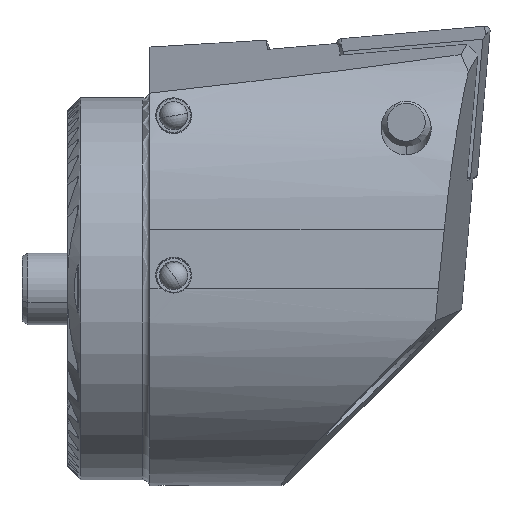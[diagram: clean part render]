
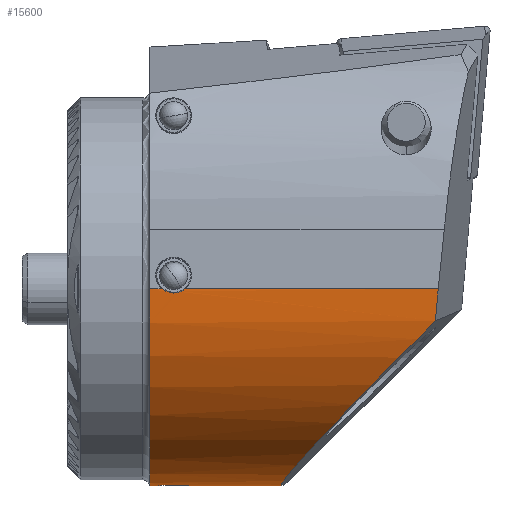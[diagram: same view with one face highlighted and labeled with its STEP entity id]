
A CAD part, front view. The second image highlights one B-rep face of the part: STEP entity #15600.
In plain terms, the highlighted cylindrical face has radius 16.5 mm (diameter 33 mm), a partial arc.
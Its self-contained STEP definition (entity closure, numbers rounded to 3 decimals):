
#128 = ORIENTED_EDGE ( 'NONE', *, *, #717, .T. ) ;
#228 = VECTOR ( 'NONE', #459, 1000. ) ;
#235 = ORIENTED_EDGE ( 'NONE', *, *, #9321, .T. ) ;
#238 = VECTOR ( 'NONE', #585, 1000. ) ;
#335 = FACE_OUTER_BOUND ( 'NONE', #7266, .T. ) ;
#433 = DIRECTION ( 'NONE',  ( 1., 0., 0. ) ) ;
#459 = DIRECTION ( 'NONE',  ( 1., 0., 0. ) ) ;
#467 = AXIS2_PLACEMENT_3D ( 'NONE', #11895, #3914, #6597 ) ;
#507 = VECTOR ( 'NONE', #9262, 1000. ) ;
#585 = DIRECTION ( 'NONE',  ( 1., 0., 0. ) ) ;
#641 = CARTESIAN_POINT ( 'NONE',  ( 30.666, -16.5, 0. ) ) ;
#690 = CARTESIAN_POINT ( 'NONE',  ( 22.065, -14.907, -11.026 ) ) ;
#717 = EDGE_CURVE ( 'NONE', #3531, #3579, #14981, .T. ) ;
#1205 =( BOUNDED_CURVE ( )  B_SPLINE_CURVE ( 3, ( #17187, #9108, #6538, #5013 ),
 .UNSPECIFIED., .F., .F. ) 
 B_SPLINE_CURVE_WITH_KNOTS ( ( 4, 4 ),
 ( 3.7, 3.864 ),
 .UNSPECIFIED. ) 
 CURVE ( )  GEOMETRIC_REPRESENTATION_ITEM ( )  RATIONAL_B_SPLINE_CURVE ( ( 1., 0.998, 0.998, 1. ) ) 
 REPRESENTATION_ITEM ( '' )  );
#1263 = VERTEX_POINT ( 'NONE', #641 ) ;
#1372 = EDGE_CURVE ( 'NONE', #13371, #1263, #1205, .T. ) ;
#1578 = CIRCLE ( 'NONE', #467, 16.5 ) ;
#1919 = VERTEX_POINT ( 'NONE', #11674 ) ;
#2050 = CARTESIAN_POINT ( 'NONE',  ( 8.4, -1.5, -16.432 ) ) ;
#2348 = CARTESIAN_POINT ( 'NONE',  ( 9.491, -1.131, -16.461 ) ) ;
#2561 = B_SPLINE_CURVE_WITH_KNOTS ( 'NONE', 3,
 ( #10436, #13104, #14524, #6435, #6506, #6609 ),
 .UNSPECIFIED., .F., .F.,
 ( 4, 2, 4 ),
 ( 0., 0.001, 0.001 ),
 .UNSPECIFIED. ) ;
#2852 = CARTESIAN_POINT ( 'NONE',  ( 9.176, -16.499, -0.2 ) ) ;
#2919 = CARTESIAN_POINT ( 'NONE',  ( 8.5, -16.496, -0.35 ) ) ;
#3144 = EDGE_CURVE ( 'NONE', #12230, #1263, #8374, .T. ) ;
#3210 = CARTESIAN_POINT ( 'NONE',  ( -1.123, 0., -16.5 ) ) ;
#3256 = CARTESIAN_POINT ( 'NONE',  ( 7.039, -0.393, -16.496 ) ) ;
#3433 = CARTESIAN_POINT ( 'NONE',  ( 7.189, -0.754, -16.484 ) ) ;
#3434 = CARTESIAN_POINT ( 'NONE',  ( 17.538, 0., -16.5 ) ) ;
#3531 = VERTEX_POINT ( 'NONE', #16376 ) ;
#3579 = VERTEX_POINT ( 'NONE', #7486 ) ;
#3603 = CARTESIAN_POINT ( 'NONE',  ( 10., 0., -16.5 ) ) ;
#3761 = LINE ( 'NONE', #3839, #228 ) ;
#3839 = CARTESIAN_POINT ( 'NONE',  ( -1.123, 0., -16.5 ) ) ;
#3914 = DIRECTION ( 'NONE',  ( 1., 0., 0. ) ) ;
#3964 = ORIENTED_EDGE ( 'NONE', *, *, #16320, .T. ) ;
#4303 = CARTESIAN_POINT ( 'NONE',  ( 8.675, -16.496, -0.35 ) ) ;
#4519 = VERTEX_POINT ( 'NONE', #3603 ) ;
#4558 = CARTESIAN_POINT ( 'NONE',  ( 9.25, -1.302, -16.449 ) ) ;
#4671 = EDGE_CURVE ( 'NONE', #4519, #13320, #3761, .T. ) ;
#4707 = CARTESIAN_POINT ( 'NONE',  ( 7., -0.196, -16.5 ) ) ;
#4936 = ORIENTED_EDGE ( 'NONE', *, *, #16226, .F. ) ;
#5013 = CARTESIAN_POINT ( 'NONE',  ( 30.666, -16.5, 0. ) ) ;
#5193 = CARTESIAN_POINT ( 'NONE',  ( -1.123, -16.5, 0. ) ) ;
#5476 = CARTESIAN_POINT ( 'NONE',  ( 9.462, -16.5, 0. ) ) ;
#5650 = CARTESIAN_POINT ( 'NONE',  ( 9.327, -16.5, -0.113 ) ) ;
#5730 = ORIENTED_EDGE ( 'NONE', *, *, #1372, .T. ) ;
#5891 = CARTESIAN_POINT ( 'NONE',  ( -1.123, -16.5, 0. ) ) ;
#5933 = CARTESIAN_POINT ( 'NONE',  ( 8.111, -1.452, -16.436 ) ) ;
#6121 = CARTESIAN_POINT ( 'NONE',  ( 16.961, -8.459, -16.5 ) ) ;
#6232 = CARTESIAN_POINT ( 'NONE',  ( 9.96, -0.395, -16.496 ) ) ;
#6435 = CARTESIAN_POINT ( 'NONE',  ( 8.153, -16.497, -0.32 ) ) ;
#6506 = CARTESIAN_POINT ( 'NONE',  ( 8.325, -16.496, -0.35 ) ) ;
#6538 = CARTESIAN_POINT ( 'NONE',  ( 30.576, -16.5, -0.898 ) ) ;
#6597 = DIRECTION ( 'NONE',  ( 0., 0., 1. ) ) ;
#6609 = CARTESIAN_POINT ( 'NONE',  ( 8.5, -16.496, -0.35 ) ) ;
#7266 = EDGE_LOOP ( 'NONE', ( #3964, #128, #13135, #7523, #235, #5730, #16670, #14617, #13807, #4936 ) ) ;
#7292 = CARTESIAN_POINT ( 'NONE',  ( 8.302, -1.49, -16.433 ) ) ;
#7350 = CARTESIAN_POINT ( 'NONE',  ( 30.423, -16.281, -2.68 ) ) ;
#7351 = CARTESIAN_POINT ( 'NONE',  ( 7.834, -1.348, -16.445 ) ) ;
#7486 = CARTESIAN_POINT ( 'NONE',  ( 7., 0., -16.5 ) ) ;
#7523 = ORIENTED_EDGE ( 'NONE', *, *, #4671, .T. ) ;
#7721 = VERTEX_POINT ( 'NONE', #9132 ) ;
#7848 = VECTOR ( 'NONE', #433, 1000. ) ;
#8092 = DIRECTION ( 'NONE',  ( 0., 0., -1. ) ) ;
#8201 = CARTESIAN_POINT ( 'NONE',  ( 30.423, -16.281, -2.68 ) ) ;
#8374 = LINE ( 'NONE', #5891, #238 ) ;
#8465 = EDGE_CURVE ( 'NONE', #9243, #12230, #13191, .T. ) ;
#8635 = CARTESIAN_POINT ( 'NONE',  ( 8.892, -1.461, -16.435 ) ) ;
#9108 = CARTESIAN_POINT ( 'NONE',  ( 30.495, -16.427, -1.794 ) ) ;
#9132 = CARTESIAN_POINT ( 'NONE',  ( 6.492, -16.5, 0. ) ) ;
#9243 = VERTEX_POINT ( 'NONE', #11243 ) ;
#9262 = DIRECTION ( 'NONE',  ( 1., 0., 0. ) ) ;
#9321 = EDGE_CURVE ( 'NONE', #13320, #13371, #9967, .T. ) ;
#9880 = CARTESIAN_POINT ( 'NONE',  ( 9.164, -1.348, -16.445 ) ) ;
#9967 =( BOUNDED_CURVE ( )  B_SPLINE_CURVE ( 3, ( #14228, #6121, #690, #7350 ),
 .UNSPECIFIED., .F., .F. ) 
 B_SPLINE_CURVE_WITH_KNOTS ( ( 4, 4 ),
 ( 3.074, 4.482 ),
 .UNSPECIFIED. ) 
 CURVE ( )  GEOMETRIC_REPRESENTATION_ITEM ( )  RATIONAL_B_SPLINE_CURVE ( ( 1., 0.842, 0.842, 1. ) ) 
 REPRESENTATION_ITEM ( '' )  );
#10040 = B_SPLINE_CURVE_WITH_KNOTS ( 'NONE', 3,
 ( #15355, #4707, #3256, #3433, #13979, #11406, #16720, #12628, #7351, #15493, #5933, #7292, #2050, #16815, #8635, #9880, #4558, #15542, #2348, #15727, #12990, #6232, #17130, #11539 ),
 .UNSPECIFIED., .F., .F.,
 ( 4, 2, 2, 2, 2, 2, 2, 2, 2, 2, 2, 4 ),
 ( 0.005, 0.005, 0.006, 0.006, 0.006, 0.007, 0.007, 0.008, 0.008, 0.008, 0.009, 0.009 ),
 .UNSPECIFIED. ) ;
#10436 = CARTESIAN_POINT ( 'NONE',  ( 7.538, -16.5, 0. ) ) ;
#10444 = EDGE_CURVE ( 'NONE', #1919, #9243, #2561, .T. ) ;
#11243 = CARTESIAN_POINT ( 'NONE',  ( 8.5, -16.496, -0.35 ) ) ;
#11406 = CARTESIAN_POINT ( 'NONE',  ( 7.508, -1.129, -16.461 ) ) ;
#11539 = CARTESIAN_POINT ( 'NONE',  ( 10., 0., -16.5 ) ) ;
#11674 = CARTESIAN_POINT ( 'NONE',  ( 7.538, -16.5, 0. ) ) ;
#11895 = CARTESIAN_POINT ( 'NONE',  ( 6.492, 0., 0. ) ) ;
#12230 = VERTEX_POINT ( 'NONE', #15717 ) ;
#12451 = LINE ( 'NONE', #5193, #507 ) ;
#12628 = CARTESIAN_POINT ( 'NONE',  ( 7.748, -1.301, -16.449 ) ) ;
#12990 = CARTESIAN_POINT ( 'NONE',  ( 9.81, -0.756, -16.484 ) ) ;
#13104 = CARTESIAN_POINT ( 'NONE',  ( 7.673, -16.5, -0.113 ) ) ;
#13135 = ORIENTED_EDGE ( 'NONE', *, *, #14871, .T. ) ;
#13191 = B_SPLINE_CURVE_WITH_KNOTS ( 'NONE', 3,
 ( #2919, #4303, #14907, #2852, #5650, #5476 ),
 .UNSPECIFIED., .F., .F.,
 ( 4, 2, 4 ),
 ( 0.001, 0.002, 0.002 ),
 .UNSPECIFIED. ) ;
#13309 = CYLINDRICAL_SURFACE ( 'NONE', #16564, 16.5 ) ;
#13320 = VERTEX_POINT ( 'NONE', #3434 ) ;
#13371 = VERTEX_POINT ( 'NONE', #8201 ) ;
#13807 = ORIENTED_EDGE ( 'NONE', *, *, #10444, .F. ) ;
#13979 = CARTESIAN_POINT ( 'NONE',  ( 7.3, -0.922, -16.475 ) ) ;
#14228 = CARTESIAN_POINT ( 'NONE',  ( 17.538, 0., -16.5 ) ) ;
#14524 = CARTESIAN_POINT ( 'NONE',  ( 7.823, -16.499, -0.2 ) ) ;
#14617 = ORIENTED_EDGE ( 'NONE', *, *, #8465, .F. ) ;
#14871 = EDGE_CURVE ( 'NONE', #3579, #4519, #10040, .T. ) ;
#14907 = CARTESIAN_POINT ( 'NONE',  ( 8.847, -16.497, -0.32 ) ) ;
#14981 = LINE ( 'NONE', #3210, #7848 ) ;
#15059 = CARTESIAN_POINT ( 'NONE',  ( -1.123, 0., 0. ) ) ;
#15355 = CARTESIAN_POINT ( 'NONE',  ( 7., 0., -16.5 ) ) ;
#15493 = CARTESIAN_POINT ( 'NONE',  ( 8.015, -1.423, -16.439 ) ) ;
#15542 = CARTESIAN_POINT ( 'NONE',  ( 9.414, -1.194, -16.457 ) ) ;
#15600 = ADVANCED_FACE ( 'NONE', ( #335 ), #13309, .T. ) ;
#15717 = CARTESIAN_POINT ( 'NONE',  ( 9.462, -16.5, 0. ) ) ;
#15727 = CARTESIAN_POINT ( 'NONE',  ( 9.698, -0.923, -16.475 ) ) ;
#16129 = DIRECTION ( 'NONE',  ( 1., 0., 0. ) ) ;
#16226 = EDGE_CURVE ( 'NONE', #7721, #1919, #12451, .T. ) ;
#16320 = EDGE_CURVE ( 'NONE', #7721, #3531, #1578, .T. ) ;
#16376 = CARTESIAN_POINT ( 'NONE',  ( 6.492, 0., -16.5 ) ) ;
#16564 = AXIS2_PLACEMENT_3D ( 'NONE', #15059, #16129, #8092 ) ;
#16670 = ORIENTED_EDGE ( 'NONE', *, *, #3144, .F. ) ;
#16720 = CARTESIAN_POINT ( 'NONE',  ( 7.585, -1.192, -16.457 ) ) ;
#16815 = CARTESIAN_POINT ( 'NONE',  ( 8.697, -1.5, -16.432 ) ) ;
#17130 = CARTESIAN_POINT ( 'NONE',  ( 10., -0.198, -16.5 ) ) ;
#17187 = CARTESIAN_POINT ( 'NONE',  ( 30.423, -16.281, -2.68 ) ) ;
